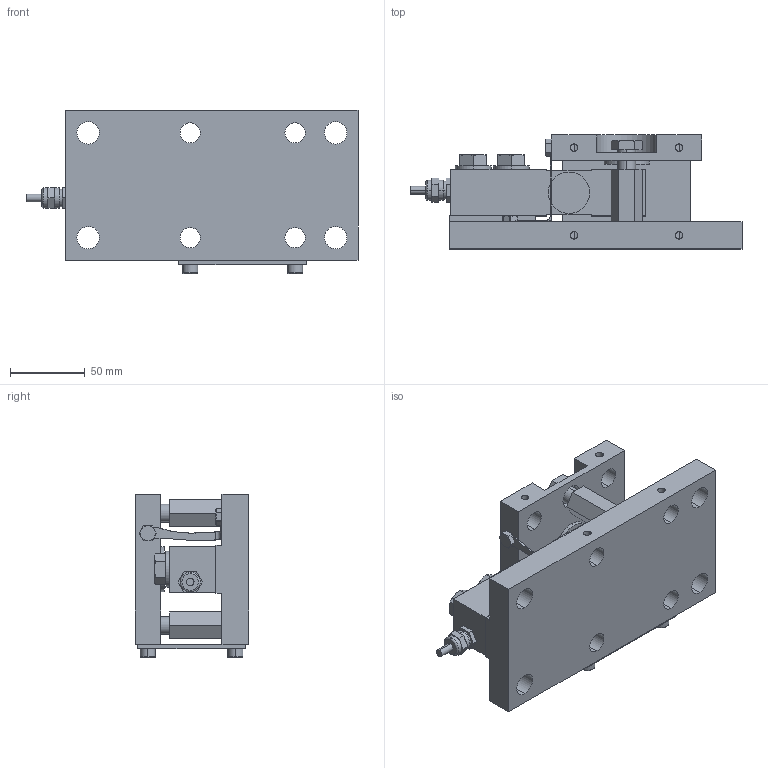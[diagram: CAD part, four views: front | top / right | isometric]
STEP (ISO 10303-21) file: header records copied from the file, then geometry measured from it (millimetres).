
FILE_DESCRIPTION (( 'STEP AP203' ), '1' );
FILE_NAME ('563YHM4-(100-2000)kg-02.STEP', '2025-07-11T08:48:49', ( '' ), ( '' ), 'SwSTEP 2.0', 'SolidWorks 2024', '' );
FILE_SCHEMA (( 'CONFIG_CONTROL_DESIGN' ));
Length unit declared in the file: millimetre
Products named in the file (1): 563YHM4-(100-2000)kg-02
Bounding box: 221.5 x 76 x 109 mm (x, y, z)
Volume: 647386.4 mm3; surface area: 122190.1 mm2
Topology: 5 solids, 5 shells, 297 faces, 741 edges, 477 vertices
Faces by surface type: plane 167, cylinder 75, cone 39, torus 10, bspline 6
Entity records: 9482 total; most frequent: CARTESIAN_POINT 2289, ORIENTED_EDGE 1482, DIRECTION 1426, EDGE_CURVE 741, AXIS2_PLACEMENT_3D 495, VERTEX_POINT 477, VECTOR 436, LINE 436
